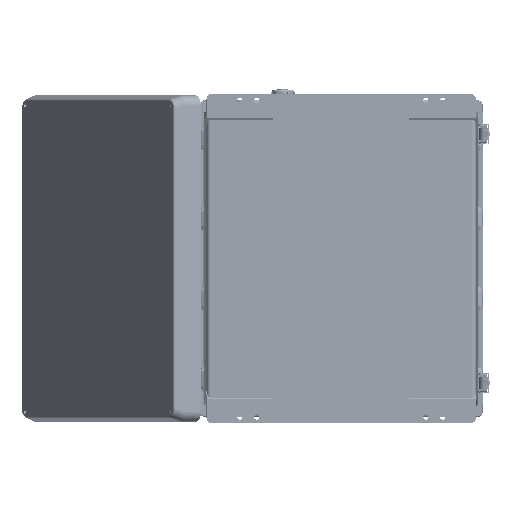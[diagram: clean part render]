
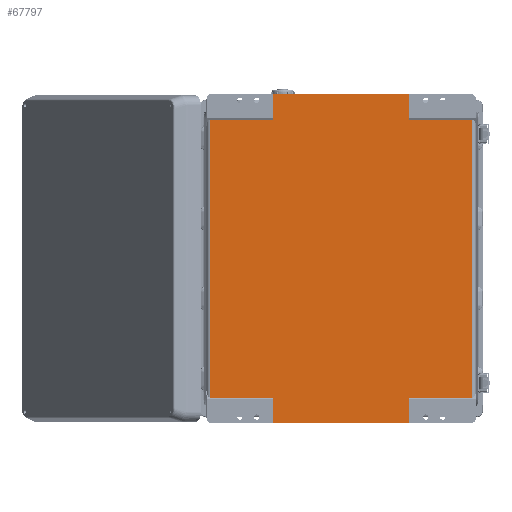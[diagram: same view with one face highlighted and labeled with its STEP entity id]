
A CAD part, front view. The second image highlights one B-rep face of the part: STEP entity #67797.
In plain terms, the highlighted planar face has unit normal (0, -1, 0).
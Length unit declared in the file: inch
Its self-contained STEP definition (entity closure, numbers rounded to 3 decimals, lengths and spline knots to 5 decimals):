
#1198 = LINE ( 'NONE', #3892, #1219 ) ;
#1210 = LINE ( 'NONE', #3906, #1213 ) ;
#1212 = LINE ( 'NONE', #3908, #1215 ) ;
#1213 = VECTOR ( 'NONE', #3907, 39.37008 ) ;
#1214 = LINE ( 'NONE', #3910, #1217 ) ;
#1215 = VECTOR ( 'NONE', #3909, 39.37008 ) ;
#1217 = VECTOR ( 'NONE', #3912, 39.37008 ) ;
#1218 = LINE ( 'NONE', #3914, #1221 ) ;
#1219 = VECTOR ( 'NONE', #3913, 39.37008 ) ;
#1220 = LINE ( 'NONE', #3916, #1223 ) ;
#1221 = VECTOR ( 'NONE', #3915, 39.37008 ) ;
#1222 = LINE ( 'NONE', #3918, #1225 ) ;
#1223 = VECTOR ( 'NONE', #3917, 39.37008 ) ;
#1224 = LINE ( 'NONE', #3920, #1227 ) ;
#1225 = VECTOR ( 'NONE', #3919, 39.37008 ) ;
#1226 = LINE ( 'NONE', #3922, #1229 ) ;
#1227 = VECTOR ( 'NONE', #3921, 39.37008 ) ;
#1228 = LINE ( 'NONE', #3924, #1231 ) ;
#1229 = VECTOR ( 'NONE', #3923, 39.37008 ) ;
#1231 = VECTOR ( 'NONE', #3925, 39.37008 ) ;
#1232 = LINE ( 'NONE', #3929, #1234 ) ;
#1234 = VECTOR ( 'NONE', #3931, 39.37008 ) ;
#1245 = LINE ( 'NONE', #3949, #1251 ) ;
#1251 = VECTOR ( 'NONE', #3956, 39.37008 ) ;
#3892 = CARTESIAN_POINT ( 'NONE',  ( 7.73754, 0.05906, -1.51961 ) ) ;
#3906 = CARTESIAN_POINT ( 'NONE',  ( -8.11811, 0.05906, -1.51961 ) ) ;
#3907 = DIRECTION ( 'NONE',  ( 1., 0., 0. ) ) ;
#3908 = CARTESIAN_POINT ( 'NONE',  ( -4.03163, 0.05906, 0.85787 ) ) ;
#3909 = DIRECTION ( 'NONE',  ( 0., 0., 1. ) ) ;
#3910 = CARTESIAN_POINT ( 'NONE',  ( 4.03163, 0.05906, 0.85787 ) ) ;
#3912 = DIRECTION ( 'NONE',  ( 0., 0., 1. ) ) ;
#3913 = DIRECTION ( 'NONE',  ( 0., 0., 1. ) ) ;
#3914 = CARTESIAN_POINT ( 'NONE',  ( 8.11811, 0.05906, -17.96858 ) ) ;
#3915 = DIRECTION ( 'NONE',  ( -1., 0., 0. ) ) ;
#3916 = CARTESIAN_POINT ( 'NONE',  ( 4.03163, 0.05906, -20.34606 ) ) ;
#3917 = DIRECTION ( 'NONE',  ( 0., 0., -1. ) ) ;
#3918 = CARTESIAN_POINT ( 'NONE',  ( 8.11811, 0.05906, -19.48819 ) ) ;
#3919 = DIRECTION ( 'NONE',  ( -1., 0., 0. ) ) ;
#3920 = CARTESIAN_POINT ( 'NONE',  ( -4.03163, 0.05906, -20.34606 ) ) ;
#3921 = DIRECTION ( 'NONE',  ( 0., 0., -1. ) ) ;
#3922 = CARTESIAN_POINT ( 'NONE',  ( -8.11811, 0.05906, -17.96858 ) ) ;
#3923 = DIRECTION ( 'NONE',  ( 1., 0., 0. ) ) ;
#3924 = CARTESIAN_POINT ( 'NONE',  ( -7.73754, 0.05906, -1.51961 ) ) ;
#3925 = DIRECTION ( 'NONE',  ( 0., 0., 1. ) ) ;
#3929 = CARTESIAN_POINT ( 'NONE',  ( 8.11811, 0.05906, -1.51961 ) ) ;
#3931 = DIRECTION ( 'NONE',  ( -1., 0., 0. ) ) ;
#3949 = CARTESIAN_POINT ( 'NONE',  ( 8.11811, 0.05906, 0. ) ) ;
#3956 = DIRECTION ( 'NONE',  ( -1., 0., 0. ) ) ;
#20045 = CARTESIAN_POINT ( 'NONE',  ( -4.03163, 0.05906, 0. ) ) ;
#20055 = CARTESIAN_POINT ( 'NONE',  ( 4.03163, 0.05906, 0. ) ) ;
#20056 = CARTESIAN_POINT ( 'NONE',  ( 4.03163, 0.05906, -19.48819 ) ) ;
#20061 = CARTESIAN_POINT ( 'NONE',  ( 4.03163, 0.05906, -1.51961 ) ) ;
#20062 = CARTESIAN_POINT ( 'NONE',  ( -7.73754, 0.05906, -1.51961 ) ) ;
#20063 = CARTESIAN_POINT ( 'NONE',  ( -7.73754, 0.05906, -17.96858 ) ) ;
#20064 = CARTESIAN_POINT ( 'NONE',  ( 7.73754, 0.05906, -1.51961 ) ) ;
#20065 = CARTESIAN_POINT ( 'NONE',  ( 7.73754, 0.05906, -17.96858 ) ) ;
#20067 = CARTESIAN_POINT ( 'NONE',  ( 4.03163, 0.05906, -17.96858 ) ) ;
#20069 = CARTESIAN_POINT ( 'NONE',  ( -4.03163, 0.05906, -17.96858 ) ) ;
#20070 = CARTESIAN_POINT ( 'NONE',  ( -4.03163, 0.05906, -19.48819 ) ) ;
#20073 = CARTESIAN_POINT ( 'NONE',  ( -4.03163, 0.05906, -1.51961 ) ) ;
#51098 = EDGE_LOOP ( 'NONE', ( #149149, #149150, #149152, #149154, #149157, #149159, #149160, #149162, #149164, #149165, #149168, #149170 ) ) ;
#67797 = ADVANCED_FACE ( 'NONE', ( #147373 ), #148934, .F. ) ;
#98569 = EDGE_CURVE ( 'NONE', #104799, #104815, #1210, .T. ) ;
#98572 = EDGE_CURVE ( 'NONE', #104815, #104778, #1212, .T. ) ;
#98573 = EDGE_CURVE ( 'NONE', #104798, #104792, #1214, .T. ) ;
#98575 = EDGE_CURVE ( 'NONE', #104805, #104803, #1198, .T. ) ;
#98577 = EDGE_CURVE ( 'NONE', #104805, #104808, #1218, .T. ) ;
#98579 = EDGE_CURVE ( 'NONE', #104808, #104793, #1220, .T. ) ;
#98581 = EDGE_CURVE ( 'NONE', #104793, #104811, #1222, .T. ) ;
#98584 = EDGE_CURVE ( 'NONE', #104810, #104811, #1224, .T. ) ;
#98586 = EDGE_CURVE ( 'NONE', #104801, #104810, #1226, .T. ) ;
#98590 = EDGE_CURVE ( 'NONE', #104801, #104799, #1228, .T. ) ;
#98599 = EDGE_CURVE ( 'NONE', #104803, #104798, #1232, .T. ) ;
#98627 = EDGE_CURVE ( 'NONE', #104792, #104778, #1245, .T. ) ;
#104778 = VERTEX_POINT ( 'NONE', #20045 ) ;
#104792 = VERTEX_POINT ( 'NONE', #20055 ) ;
#104793 = VERTEX_POINT ( 'NONE', #20056 ) ;
#104798 = VERTEX_POINT ( 'NONE', #20061 ) ;
#104799 = VERTEX_POINT ( 'NONE', #20062 ) ;
#104801 = VERTEX_POINT ( 'NONE', #20063 ) ;
#104803 = VERTEX_POINT ( 'NONE', #20064 ) ;
#104805 = VERTEX_POINT ( 'NONE', #20065 ) ;
#104808 = VERTEX_POINT ( 'NONE', #20067 ) ;
#104810 = VERTEX_POINT ( 'NONE', #20069 ) ;
#104811 = VERTEX_POINT ( 'NONE', #20070 ) ;
#104815 = VERTEX_POINT ( 'NONE', #20073 ) ;
#138684 = AXIS2_PLACEMENT_3D ( 'NONE', #148936, #148947, #148948 ) ;
#147373 = FACE_OUTER_BOUND ( 'NONE', #51098, .T. ) ;
#148934 = PLANE ( 'NONE',  #138684 ) ;
#148936 = CARTESIAN_POINT ( 'NONE',  ( 8.11811, 0.05906, -1.51961 ) ) ;
#148947 = DIRECTION ( 'NONE',  ( 0., 1., 0. ) ) ;
#148948 = DIRECTION ( 'NONE',  ( 0., 0., 1. ) ) ;
#149149 = ORIENTED_EDGE ( 'NONE', *, *, #98590, .F. ) ;
#149150 = ORIENTED_EDGE ( 'NONE', *, *, #98586, .T. ) ;
#149152 = ORIENTED_EDGE ( 'NONE', *, *, #98584, .T. ) ;
#149154 = ORIENTED_EDGE ( 'NONE', *, *, #98581, .F. ) ;
#149157 = ORIENTED_EDGE ( 'NONE', *, *, #98579, .F. ) ;
#149159 = ORIENTED_EDGE ( 'NONE', *, *, #98577, .F. ) ;
#149160 = ORIENTED_EDGE ( 'NONE', *, *, #98575, .T. ) ;
#149162 = ORIENTED_EDGE ( 'NONE', *, *, #98599, .T. ) ;
#149164 = ORIENTED_EDGE ( 'NONE', *, *, #98573, .T. ) ;
#149165 = ORIENTED_EDGE ( 'NONE', *, *, #98627, .T. ) ;
#149168 = ORIENTED_EDGE ( 'NONE', *, *, #98572, .F. ) ;
#149170 = ORIENTED_EDGE ( 'NONE', *, *, #98569, .F. ) ;
